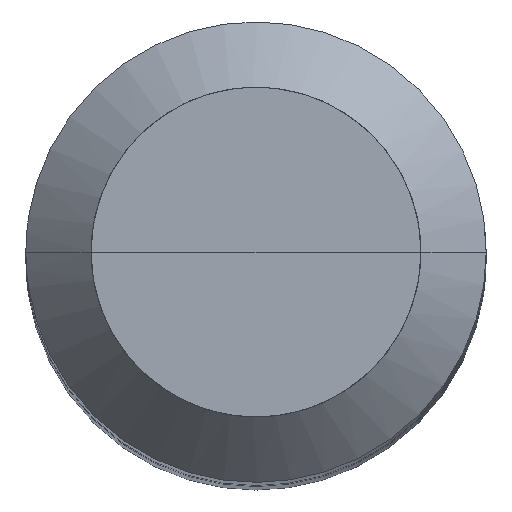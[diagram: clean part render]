
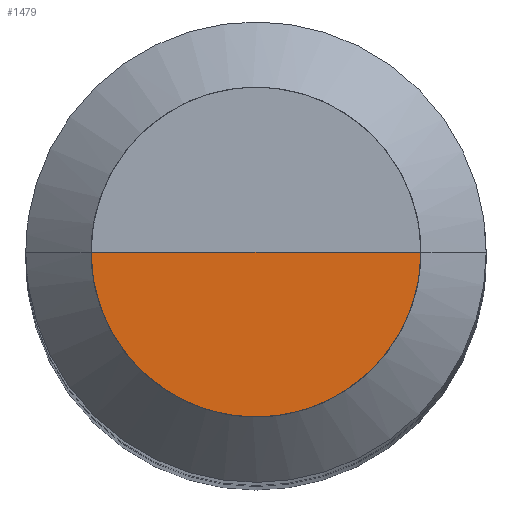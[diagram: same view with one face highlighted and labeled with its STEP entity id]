
A CAD part, top view. The second image highlights one B-rep face of the part: STEP entity #1479.
In plain terms, the highlighted free-form (B-spline) face has degree [1, 2] with [2, 5] control points.
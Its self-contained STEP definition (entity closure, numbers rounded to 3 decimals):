
#1168=CARTESIAN_POINT('',(4.3,0.0,45.0));
#1172=CARTESIAN_POINT('',(-4.3,0.0,45.0));
#1173=CARTESIAN_POINT('',(0.0,0.0,45.0));
#1180=CARTESIAN_POINT('',(-4.3,-4.3,45.0));
#1181=CARTESIAN_POINT('',(0.0,-4.3,45.0));
#1182=CARTESIAN_POINT('',(4.3,-4.3,45.0));
#1464=(
BOUNDED_SURFACE()
B_SPLINE_SURFACE(1,2,(
(#1172,#1180,#1181,#1182,#1168),
(#1173,#1173,#1173,#1173,#1173)
), .UNSPECIFIED.,.F.,.F.,.F.)
B_SPLINE_SURFACE_WITH_KNOTS((2,2),(3,2,3),(
0.0,1.0),(
0.0,0.5,1.0), .UNSPECIFIED.)
GEOMETRIC_REPRESENTATION_ITEM()
RATIONAL_B_SPLINE_SURFACE(((1.0,0.707,1.0,0.707,1.0),
(1.0,0.707,1.0,0.707,1.0)
))
REPRESENTATION_ITEM('')
SURFACE()
);
#1465=(
BOUNDED_CURVE()
B_SPLINE_CURVE(1,(#1173,#1168),.UNSPECIFIED.,.F.,.F.)
B_SPLINE_CURVE_WITH_KNOTS((2,2),
(0.0,1.0),.UNSPECIFIED.)
CURVE()
GEOMETRIC_REPRESENTATION_ITEM()
RATIONAL_B_SPLINE_CURVE((1.0,1.0))
REPRESENTATION_ITEM('')
);
#1466=(
BOUNDED_CURVE()
B_SPLINE_CURVE(2,(#1168,#1182,#1181,#1180,#1172),.UNSPECIFIED.,.F.,.F.)
B_SPLINE_CURVE_WITH_KNOTS((3,2,3),
(0.0,0.5,1.0),.UNSPECIFIED.)
CURVE()
GEOMETRIC_REPRESENTATION_ITEM()
RATIONAL_B_SPLINE_CURVE((1.0,0.707,1.0,0.707,1.0))
REPRESENTATION_ITEM('')
);
#1467=(
BOUNDED_CURVE()
B_SPLINE_CURVE(1,(#1172,#1173),.UNSPECIFIED.,.F.,.F.)
B_SPLINE_CURVE_WITH_KNOTS((2,2),
(0.0,1.0),.UNSPECIFIED.)
CURVE()
GEOMETRIC_REPRESENTATION_ITEM()
RATIONAL_B_SPLINE_CURVE((1.0,1.0))
REPRESENTATION_ITEM('')
);
#1468=VERTEX_POINT('',#1168);
#1469=VERTEX_POINT('',#1172);
#1470=VERTEX_POINT('',#1173);
#1471=EDGE_CURVE('',#1470,#1468,#1465,.T.);
#1472=EDGE_CURVE('',#1468,#1469,#1466,.T.);
#1473=EDGE_CURVE('',#1469,#1470,#1467,.T.);
#1474=ORIENTED_EDGE('',*,*,#1471,.T.);
#1475=ORIENTED_EDGE('',*,*,#1472,.T.);
#1476=ORIENTED_EDGE('',*,*,#1473,.T.);
#1477=EDGE_LOOP('',(#1474,#1475,#1476));
#1478=FACE_OUTER_BOUND('',#1477,.T.);
#1479=ADVANCED_FACE('',(#1478),#1464,.T.);
